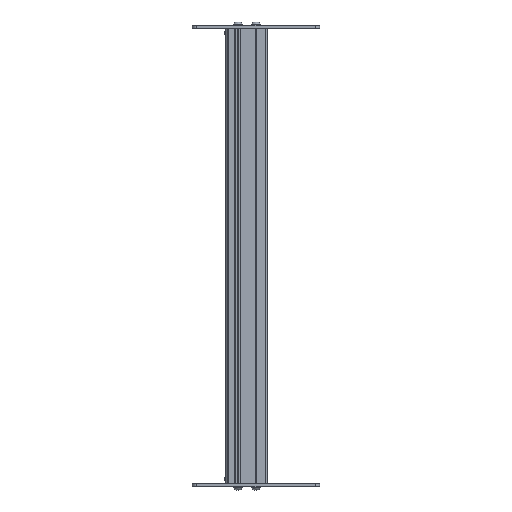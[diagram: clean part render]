
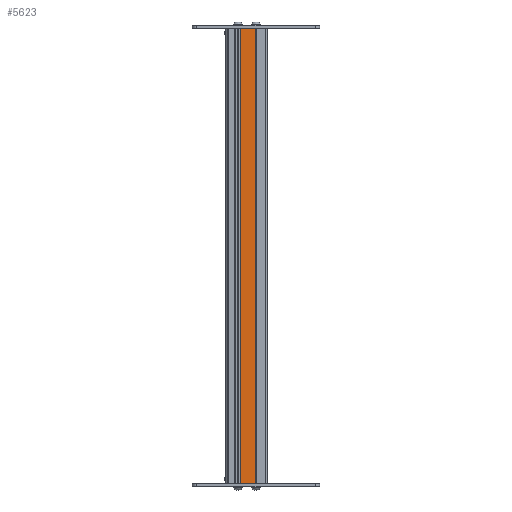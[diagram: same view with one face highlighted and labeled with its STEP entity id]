
A CAD part, left-side view. The second image highlights one B-rep face of the part: STEP entity #5623.
In plain terms, the highlighted face is planar.
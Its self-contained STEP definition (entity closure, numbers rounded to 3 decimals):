
#477=LINE($,#7675,#945);
#487=LINE($,#7698,#955);
#696=LINE($,#8152,#1164);
#697=LINE($,#8154,#1165);
#945=VECTOR($,#6312,16.4);
#955=VECTOR($,#6326,16.4);
#1164=VECTOR($,#6801,500.);
#1165=VECTOR($,#6804,500.);
#1414=PLANE($,#5923);
#1658=FACE_OUTER_BOUND($,#1906,.T.);
#1906=EDGE_LOOP($,(#4430,#4431,#4432,#4433));
#2335=VERTEX_POINT($,#7672);
#2336=VERTEX_POINT($,#7674);
#2346=VERTEX_POINT($,#7695);
#2347=VERTEX_POINT($,#7697);
#2985=EDGE_CURVE($,#2336,#2335,#477,.T.);
#2996=EDGE_CURVE($,#2346,#2347,#487,.T.);
#3224=EDGE_CURVE($,#2347,#2335,#696,.T.);
#3225=EDGE_CURVE($,#2346,#2336,#697,.T.);
#4430=ORIENTED_EDGE($,*,*,#3225,.T.);
#4431=ORIENTED_EDGE($,*,*,#2985,.T.);
#4432=ORIENTED_EDGE($,*,*,#3224,.F.);
#4433=ORIENTED_EDGE($,*,*,#2996,.F.);
#5623=ADVANCED_FACE($,(#1658),#1414,.T.);
#5923=AXIS2_PLACEMENT_3D($,#8153,#6802,#6803);
#6312=DIRECTION($,(0.,1.,0.));
#6326=DIRECTION($,(0.,1.,0.));
#6801=DIRECTION($,(0.,0.,-1.));
#6802=DIRECTION('center_axis',(1.,0.,0.));
#6803=DIRECTION('ref_axis',(0.,0.,-1.));
#6804=DIRECTION($,(0.,0.,-1.));
#7672=CARTESIAN_POINT('',(10.,6.7,-400.));
#7674=CARTESIAN_POINT('',(10.,-9.7,-400.));
#7675=CARTESIAN_POINT($,(10.,6.7,-400.));
#7695=CARTESIAN_POINT('',(10.,-9.7,100.));
#7697=CARTESIAN_POINT('',(10.,6.7,100.));
#7698=CARTESIAN_POINT($,(10.,-9.7,100.));
#8152=CARTESIAN_POINT($,(10.,6.7,0.));
#8153=CARTESIAN_POINT('Origin',(10.,-20.,0.));
#8154=CARTESIAN_POINT($,(10.,-9.7,0.));
